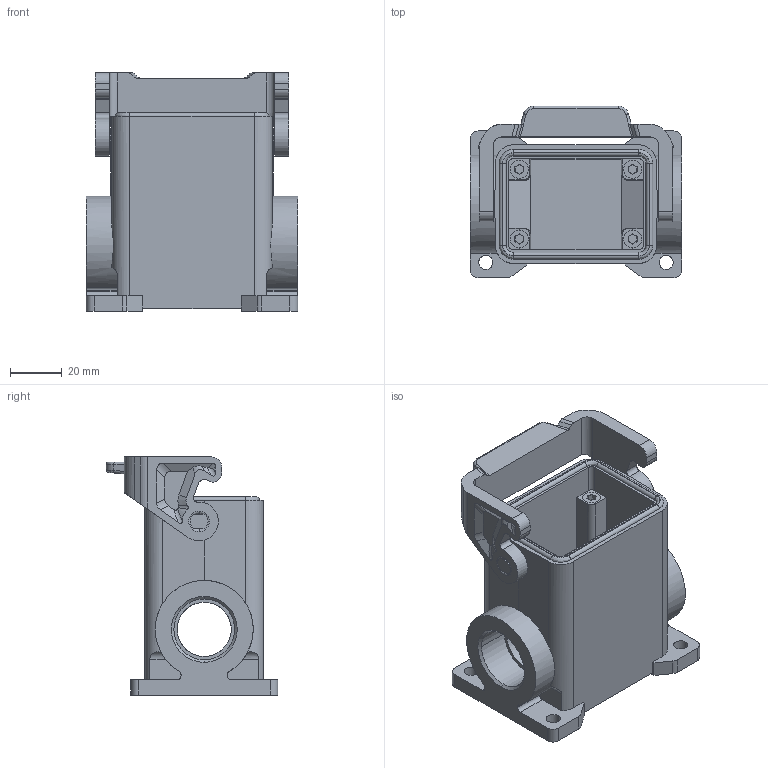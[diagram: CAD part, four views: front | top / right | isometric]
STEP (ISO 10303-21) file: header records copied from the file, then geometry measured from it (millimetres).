
FILE_DESCRIPTION(('Creo Elements/Direct Modeling STEP Export'),'2;1');
FILE_NAME('37jbk2e5h25bo254344','2022-02-04T10:47:00',(''),(''),'Creo Elements/Direct Modeling STEP processor for AP214 (Solid Model)','Creo Elements/Direct Modeling 20.1B 02-Apr-2019 (C) Parametric Technology GmbH','');
FILE_SCHEMA(('AUTOMOTIVE_DESIGN { 1 0 10303 214 1 1 1 1 }'));
Length unit declared in the file: millimetre
Products named in the file (2): TAPH 06 L225
Assembly tree (1 placements, depth 2):
  TAPH 06 L225
    TAPH 06 L225
Bounding box: 82 x 66.5 x 92.4 mm (x, y, z)
Volume: 137476.1 mm3; surface area: 46992.5 mm2
Topology: 1 solids, 1 shells, 325 faces, 919 edges, 605 vertices
Faces by surface type: plane 161, cylinder 128, torus 14, bspline 14, cone 8
Entity records: 19445 total; most frequent: CARTESIAN_POINT 8575, ORIENTED_EDGE 1838, DIRECTION 1602, EDGE_CURVE 919, VERTEX_POINT 605, AXIS2_PLACEMENT_3D 541, VECTOR 520, LINE 520
